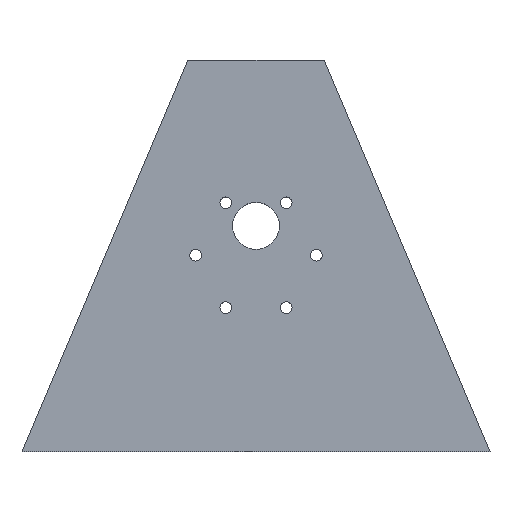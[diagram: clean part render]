
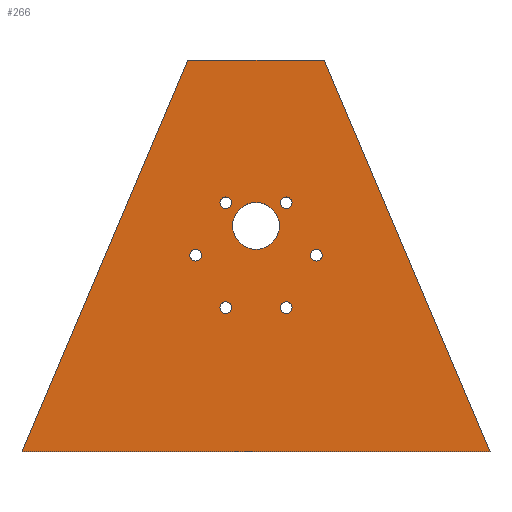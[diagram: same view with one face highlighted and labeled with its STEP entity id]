
A CAD part, top view. The second image highlights one B-rep face of the part: STEP entity #266.
In plain terms, the highlighted planar face has unit normal (0, 0, 1).
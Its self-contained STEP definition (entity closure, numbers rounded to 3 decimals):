
#15=FACE_BOUND('',#60,.T.);
#16=FACE_BOUND('',#61,.T.);
#17=FACE_BOUND('',#62,.T.);
#18=FACE_BOUND('',#63,.T.);
#19=FACE_BOUND('',#64,.T.);
#20=FACE_BOUND('',#65,.T.);
#21=FACE_BOUND('',#66,.T.);
#33=PLANE('',#307);
#46=FACE_OUTER_BOUND('',#59,.T.);
#59=EDGE_LOOP('',(#226,#227,#228,#229));
#60=EDGE_LOOP('',(#230));
#61=EDGE_LOOP('',(#231));
#62=EDGE_LOOP('',(#232));
#63=EDGE_LOOP('',(#233));
#64=EDGE_LOOP('',(#234));
#65=EDGE_LOOP('',(#235));
#66=EDGE_LOOP('',(#236));
#84=LINE('',#434,#103);
#87=LINE('',#440,#106);
#90=LINE('',#446,#109);
#93=LINE('',#450,#112);
#103=VECTOR('',#364,10.);
#106=VECTOR('',#369,10.);
#109=VECTOR('',#374,10.);
#112=VECTOR('',#379,10.);
#113=CIRCLE('',#283,6.);
#115=CIRCLE('',#286,1.5);
#117=CIRCLE('',#289,1.5);
#119=CIRCLE('',#292,1.5);
#121=CIRCLE('',#295,1.5);
#123=CIRCLE('',#298,1.5);
#125=CIRCLE('',#301,1.5);
#127=VERTEX_POINT('',#386);
#129=VERTEX_POINT('',#392);
#131=VERTEX_POINT('',#398);
#133=VERTEX_POINT('',#404);
#135=VERTEX_POINT('',#410);
#137=VERTEX_POINT('',#416);
#139=VERTEX_POINT('',#422);
#143=VERTEX_POINT('',#431);
#144=VERTEX_POINT('',#433);
#146=VERTEX_POINT('',#439);
#148=VERTEX_POINT('',#445);
#149=EDGE_CURVE('',#127,#127,#113,.T.);
#152=EDGE_CURVE('',#129,#129,#115,.T.);
#155=EDGE_CURVE('',#131,#131,#117,.T.);
#158=EDGE_CURVE('',#133,#133,#119,.T.);
#161=EDGE_CURVE('',#135,#135,#121,.T.);
#164=EDGE_CURVE('',#137,#137,#123,.T.);
#167=EDGE_CURVE('',#139,#139,#125,.T.);
#172=EDGE_CURVE('',#144,#143,#84,.T.);
#175=EDGE_CURVE('',#146,#144,#87,.T.);
#178=EDGE_CURVE('',#148,#146,#90,.T.);
#181=EDGE_CURVE('',#143,#148,#93,.T.);
#226=ORIENTED_EDGE('',*,*,#181,.T.);
#227=ORIENTED_EDGE('',*,*,#178,.T.);
#228=ORIENTED_EDGE('',*,*,#175,.T.);
#229=ORIENTED_EDGE('',*,*,#172,.T.);
#230=ORIENTED_EDGE('',*,*,#167,.T.);
#231=ORIENTED_EDGE('',*,*,#164,.T.);
#232=ORIENTED_EDGE('',*,*,#161,.T.);
#233=ORIENTED_EDGE('',*,*,#158,.T.);
#234=ORIENTED_EDGE('',*,*,#155,.T.);
#235=ORIENTED_EDGE('',*,*,#152,.T.);
#236=ORIENTED_EDGE('',*,*,#149,.T.);
#266=ADVANCED_FACE('',(#46,#15,#16,#17,#18,#19,#20,#21),#33,.T.);
#283=AXIS2_PLACEMENT_3D('',#387,#313,#314);
#286=AXIS2_PLACEMENT_3D('',#393,#320,#321);
#289=AXIS2_PLACEMENT_3D('',#399,#327,#328);
#292=AXIS2_PLACEMENT_3D('',#405,#334,#335);
#295=AXIS2_PLACEMENT_3D('',#411,#341,#342);
#298=AXIS2_PLACEMENT_3D('',#417,#348,#349);
#301=AXIS2_PLACEMENT_3D('',#423,#355,#356);
#307=AXIS2_PLACEMENT_3D('',#451,#380,#381);
#313=DIRECTION('center_axis',(0.,0.,-1.));
#314=DIRECTION('ref_axis',(-1.,0.,0.));
#320=DIRECTION('center_axis',(0.,0.,-1.));
#321=DIRECTION('ref_axis',(-1.,0.,0.));
#327=DIRECTION('center_axis',(0.,0.,-1.));
#328=DIRECTION('ref_axis',(-1.,0.,0.));
#334=DIRECTION('center_axis',(0.,0.,-1.));
#335=DIRECTION('ref_axis',(-1.,0.,0.));
#341=DIRECTION('center_axis',(0.,0.,-1.));
#342=DIRECTION('ref_axis',(-1.,0.,0.));
#348=DIRECTION('center_axis',(0.,0.,-1.));
#349=DIRECTION('ref_axis',(-1.,0.,0.));
#355=DIRECTION('center_axis',(0.,0.,-1.));
#356=DIRECTION('ref_axis',(-1.,0.,0.));
#364=DIRECTION('',(-1.,0.,0.));
#369=DIRECTION('',(-0.39,0.921,0.));
#374=DIRECTION('',(1.,0.,0.));
#379=DIRECTION('',(-0.39,-0.921,0.));
#380=DIRECTION('center_axis',(0.,0.,1.));
#381=DIRECTION('ref_axis',(-1.,0.,0.));
#386=CARTESIAN_POINT('',(-241.553,57.874,10.));
#387=CARTESIAN_POINT('Origin',(-247.553,57.874,10.));
#392=CARTESIAN_POINT('',(-238.303,63.798,10.));
#393=CARTESIAN_POINT('Origin',(-239.803,63.798,10.));
#398=CARTESIAN_POINT('',(-230.553,50.374,10.));
#399=CARTESIAN_POINT('Origin',(-232.053,50.374,10.));
#404=CARTESIAN_POINT('',(-253.803,36.951,10.));
#405=CARTESIAN_POINT('Origin',(-255.303,36.951,10.));
#410=CARTESIAN_POINT('',(-238.303,36.951,10.));
#411=CARTESIAN_POINT('Origin',(-239.803,36.951,10.));
#416=CARTESIAN_POINT('',(-261.553,50.374,10.));
#417=CARTESIAN_POINT('Origin',(-263.053,50.374,10.));
#422=CARTESIAN_POINT('',(-253.803,63.798,10.));
#423=CARTESIAN_POINT('Origin',(-255.303,63.798,10.));
#431=CARTESIAN_POINT('',(-265.053,100.345,10.));
#433=CARTESIAN_POINT('',(-230.053,100.345,10.));
#434=CARTESIAN_POINT('',(-230.053,100.345,10.));
#439=CARTESIAN_POINT('',(-187.553,0.,10.));
#440=CARTESIAN_POINT('',(-187.553,0.,10.));
#445=CARTESIAN_POINT('',(-307.553,0.,10.));
#446=CARTESIAN_POINT('',(-307.553,0.,10.));
#450=CARTESIAN_POINT('',(-265.053,100.345,10.));
#451=CARTESIAN_POINT('Origin',(-247.553,50.173,10.));
